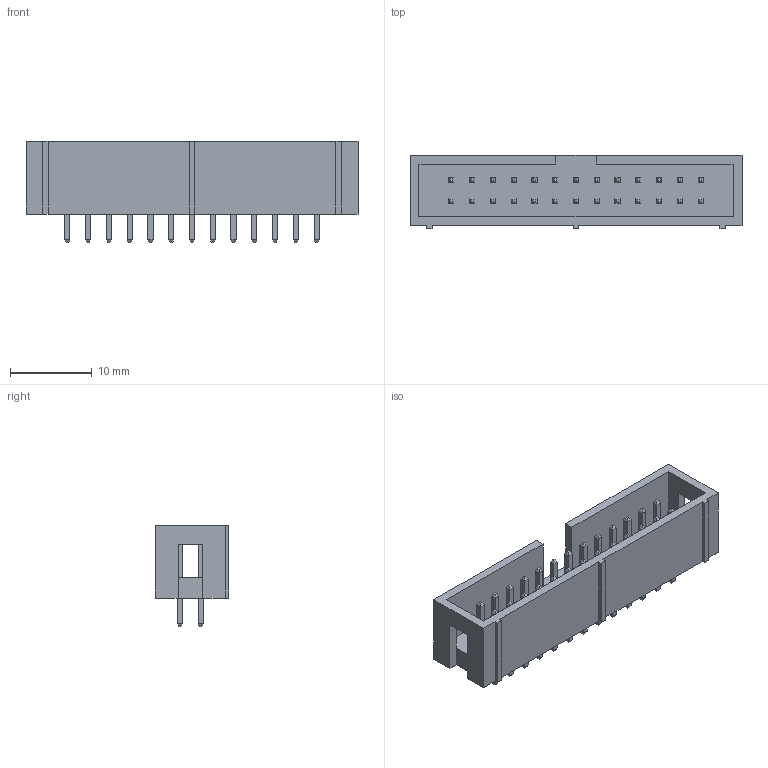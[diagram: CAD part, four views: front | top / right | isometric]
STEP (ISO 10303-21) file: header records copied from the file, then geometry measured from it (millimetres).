
FILE_DESCRIPTION (( 'STEP AP214' ), '1' );
FILE_NAME ('BH-26.STEP', '2018-01-16T19:17:20', ( 'User' ), ( '' ), 'SwSTEP 2.0', 'SolidWorks 2017', '' );
FILE_SCHEMA (( 'AUTOMOTIVE_DESIGN' ));
Length unit declared in the file: millimetre
Products named in the file (1): BH-26
Bounding box: 40.6 x 9 x 12.4 mm (x, y, z)
Volume: 1550.9 mm3; surface area: 2639.2 mm2
Topology: 1 solids, 1 shells, 502 faces, 1144 edges, 692 vertices
Faces by surface type: plane 502
Entity records: 18702 total; most frequent: CARTESIAN_POINT 2339, ORIENTED_EDGE 2288, DIRECTION 2150, LINE 1144, EDGE_CURVE 1144, VECTOR 1144, VERTEX_POINT 692, EDGE_LOOP 554
